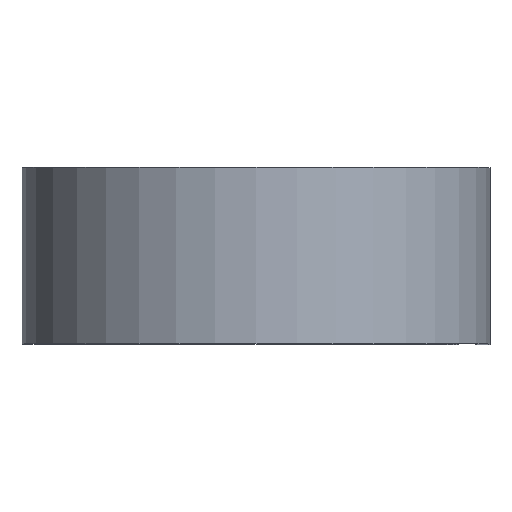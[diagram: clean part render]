
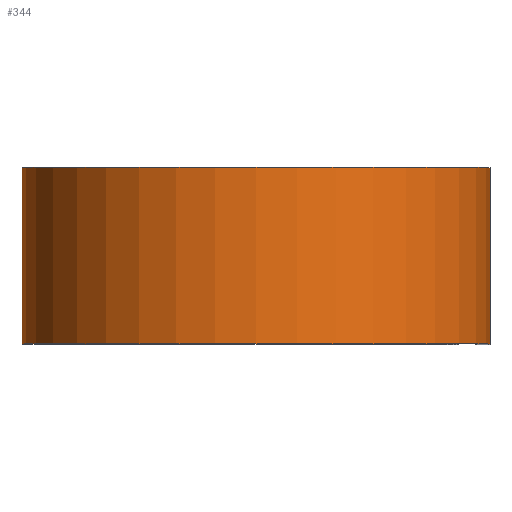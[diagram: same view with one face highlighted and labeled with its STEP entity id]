
A CAD part, top view. The second image highlights one B-rep face of the part: STEP entity #344.
In plain terms, the highlighted cylindrical face has radius 21.057 mm (diameter 42.113 mm), a partial arc.
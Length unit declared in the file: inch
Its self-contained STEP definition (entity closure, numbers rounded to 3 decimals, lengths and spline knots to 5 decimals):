
#48 = EDGE_LOOP ( 'NONE', ( #633, #508, #711, #173 ) ) ;
#53 = CIRCLE ( 'NONE', #445, 0.829 ) ;
#74 = AXIS2_PLACEMENT_3D ( 'NONE', #133, #135, #137 ) ;
#133 = CARTESIAN_POINT ( 'NONE',  ( 0., -0.3125, 0. ) ) ;
#135 = DIRECTION ( 'NONE',  ( 0., 1., 0. ) ) ;
#137 = DIRECTION ( 'NONE',  ( 1., 0., 0. ) ) ;
#162 = CYLINDRICAL_SURFACE ( 'NONE', #514, 0.829 ) ;
#171 = DIRECTION ( 'NONE',  ( 0., -1., 0. ) ) ;
#173 = ORIENTED_EDGE ( 'NONE', *, *, #293, .T. ) ;
#186 = CARTESIAN_POINT ( 'NONE',  ( 0., 0.3125, 0. ) ) ;
#189 = DIRECTION ( 'NONE',  ( 1., 0., 0. ) ) ;
#203 = VERTEX_POINT ( 'NONE', #583 ) ;
#234 = CIRCLE ( 'NONE', #74, 0.829 ) ;
#235 = VERTEX_POINT ( 'NONE', #468 ) ;
#277 = CARTESIAN_POINT ( 'NONE',  ( 0., 0.3125, -0.829 ) ) ;
#293 = EDGE_CURVE ( 'NONE', #708, #203, #364, .T. ) ;
#315 = DIRECTION ( 'NONE',  ( 0., 1., 0. ) ) ;
#324 = EDGE_CURVE ( 'NONE', #717, #235, #528, .T. ) ;
#333 = VECTOR ( 'NONE', #350, 39.37008 ) ;
#344 = ADVANCED_FACE ( 'NONE', ( #673 ), #162, .T. ) ;
#350 = DIRECTION ( 'NONE',  ( 0., -1., 0. ) ) ;
#355 = CARTESIAN_POINT ( 'NONE',  ( 0., 0.3125, 0. ) ) ;
#364 = LINE ( 'NONE', #564, #649 ) ;
#397 = CARTESIAN_POINT ( 'NONE',  ( 0.829, 0.3125, 0. ) ) ;
#402 = DIRECTION ( 'NONE',  ( 0., 0., -1. ) ) ;
#423 = CARTESIAN_POINT ( 'NONE',  ( 0.829, 0.3125, 0. ) ) ;
#445 = AXIS2_PLACEMENT_3D ( 'NONE', #186, #315, #189 ) ;
#466 = EDGE_CURVE ( 'NONE', #203, #235, #234, .T. ) ;
#468 = CARTESIAN_POINT ( 'NONE',  ( 0.829, -0.3125, 0. ) ) ;
#508 = ORIENTED_EDGE ( 'NONE', *, *, #324, .F. ) ;
#514 = AXIS2_PLACEMENT_3D ( 'NONE', #355, #171, #402 ) ;
#528 = LINE ( 'NONE', #423, #333 ) ;
#555 = EDGE_CURVE ( 'NONE', #708, #717, #53, .T. ) ;
#564 = CARTESIAN_POINT ( 'NONE',  ( 0., 0.3125, -0.829 ) ) ;
#583 = CARTESIAN_POINT ( 'NONE',  ( 0., -0.3125, -0.829 ) ) ;
#604 = DIRECTION ( 'NONE',  ( 0., -1., 0. ) ) ;
#633 = ORIENTED_EDGE ( 'NONE', *, *, #466, .T. ) ;
#649 = VECTOR ( 'NONE', #604, 39.37008 ) ;
#673 = FACE_OUTER_BOUND ( 'NONE', #48, .T. ) ;
#708 = VERTEX_POINT ( 'NONE', #277 ) ;
#711 = ORIENTED_EDGE ( 'NONE', *, *, #555, .F. ) ;
#717 = VERTEX_POINT ( 'NONE', #397 ) ;
